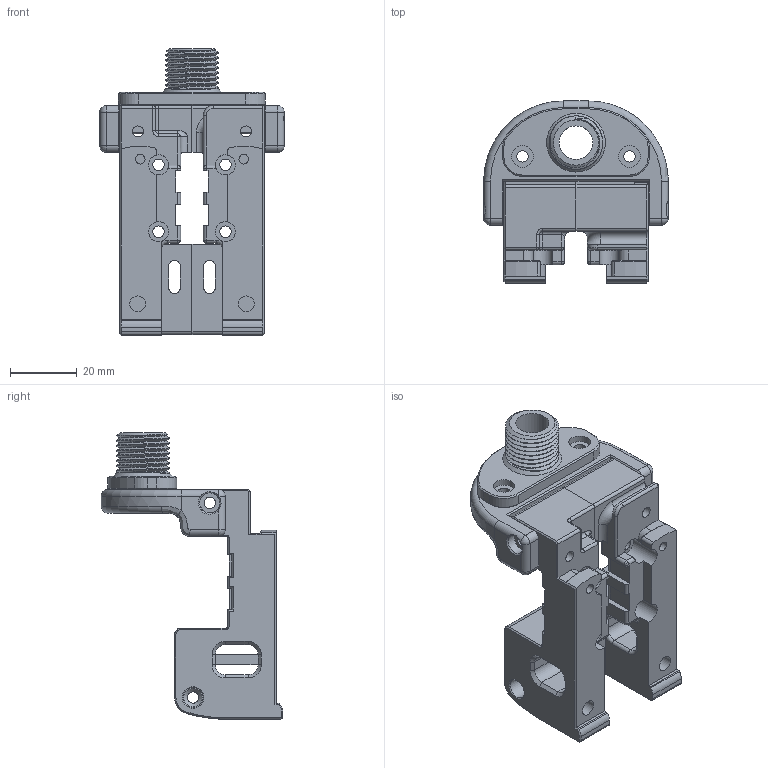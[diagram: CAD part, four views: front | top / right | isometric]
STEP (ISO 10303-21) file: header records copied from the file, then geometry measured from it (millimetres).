
FILE_DESCRIPTION(/* description */ (''),/* implementation_level */ '2;1');
FILE_NAME(/* name */ 'MGN12Umblilcal.step',/* time_stamp */ '2021-04-02T16:37:03-07:00',/* author */ (''),/* organization */ (''),/* preprocessor_version */ 'ST-DEVELOPER v18.1',/* originating_system */ 'Autodesk Translation Framework v9.10.0.1330',/* authorisation */ '');
FILE_SCHEMA (('AUTOMOTIVE_DESIGN { 1 0 10303 214 3 1 1 }'));
Length unit declared in the file: millimetre
Products named in the file (5): umbilical; x_carriage_frame_ark_mgn12_with_x_home_and mag_hole v1; left; right; mgn12_umbilical
Assembly tree (4 placements, depth 3):
  umbilical
    x_carriage_frame_ark_mgn12_with_x_home_and mag_hole v1
      left
      right
    mgn12_umbilical
Bounding box: 55.2 x 54.4 x 85.75 mm (x, y, z)
Volume: 52637.3 mm3; surface area: 26367.2 mm2
Topology: 4 solids, 4 shells, 758 faces, 2012 edges, 1258 vertices
Faces by surface type: plane 402, cylinder 187, cone 75, bspline 55, torus 26, sphere 13
Full cylindrical faces by diameter (mm): 1.55 x2, 2.9 x2, 3.3 x2, 3.4 x10, 4.7 x4, 6 x9, 6.5 x2, 10 x1, 12 x1, 14.051 x7, 16 x7
Entity records: 29180 total; most frequent: CARTESIAN_POINT 10225, ORIENTED_EDGE 4002, DIRECTION 3698, EDGE_CURVE 2001, LINE 1262, VECTOR 1262, VERTEX_POINT 1258, AXIS2_PLACEMENT_3D 1218
